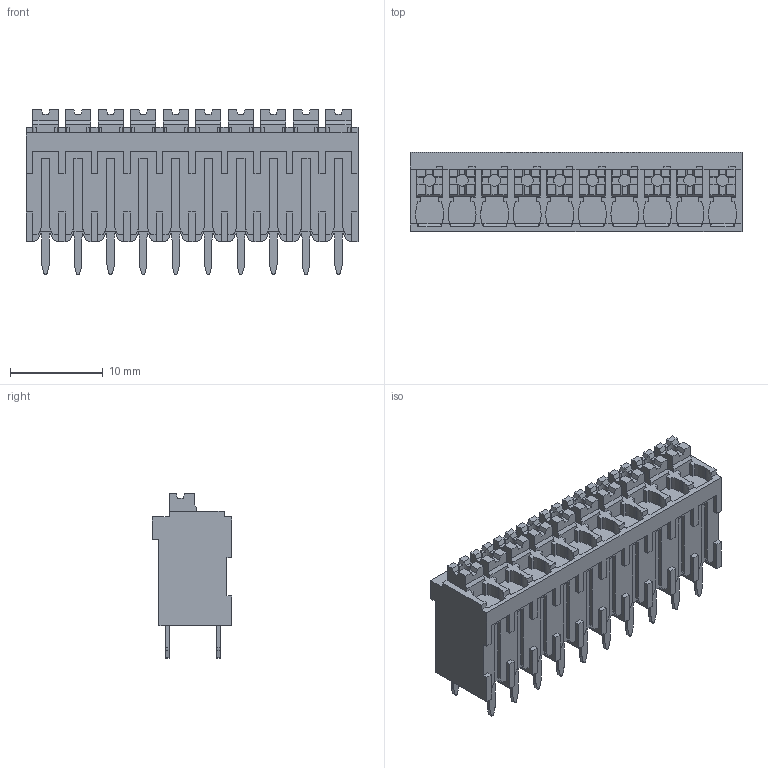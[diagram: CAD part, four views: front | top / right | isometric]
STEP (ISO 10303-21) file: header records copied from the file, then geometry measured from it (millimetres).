
FILE_DESCRIPTION(('FreeCAD Model'),'2;1');
FILE_NAME('Open CASCADE Shape Model','2022-09-02T14:40:20',( 'kicad StepUp'),('ksu MCAD'),'Open CASCADE STEP processor 7.5', 'FreeCAD','Unknown');
FILE_SCHEMA(('AUTOMOTIVE_DESIGN { 1 0 10303 214 1 1 1 1 }'));
Length unit declared in the file: millimetre
Products named in the file (1): TBLH10V_350_10
Bounding box: 35.7 x 8.5 x 17.7 mm (x, y, z)
Volume: 2970.8 mm3; surface area: 3506.8 mm2
Topology: 31 solids, 31 shells, 1286 faces, 3652 edges, 2408 vertices
Faces by surface type: plane 986, cylinder 260, cone 20, bspline 20
Entity records: 51463 total; most frequent: CARTESIAN_POINT 8570, ORIENTED_EDGE 7304, DIRECTION 6635, EDGE_CURVE 3652, LINE 2761, VECTOR 2761, VERTEX_POINT 2408, AXIS2_PLACEMENT_3D 1937
